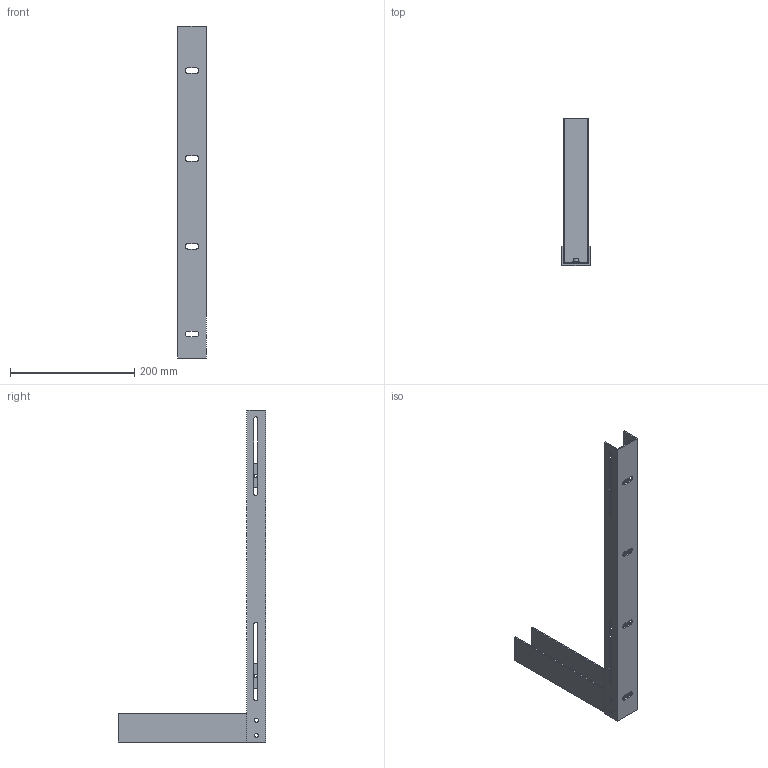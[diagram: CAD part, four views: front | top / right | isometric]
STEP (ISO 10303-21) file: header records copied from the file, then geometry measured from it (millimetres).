
FILE_DESCRIPTION (( 'STEP AP214' ), '1' );
FILE_NAME ('RP00019.STEP', '2019-08-20T20:53:58', ( '' ), ( '' ), 'SwSTEP 2.0', 'SolidWorks 2018', '' );
FILE_SCHEMA (( 'AUTOMOTIVE_DESIGN' ));
Length unit declared in the file: inch
Products named in the file (4): RP00019_3; RP00019; RP00019_1; RP00019_2
Assembly tree (6 placements, depth 2):
  RP00019
    RP00019_1
    RP00019_2
    RP00019_3  x4
Bounding box: 45.72 x 237.08 x 533.4 mm (x, y, z)
Volume: 196853.9 mm3; surface area: 199704.5 mm2
Topology: 6 solids, 6 shells, 172 faces, 444 edges, 296 vertices
Faces by surface type: plane 88, cylinder 84
Entity records: 3927 total; most frequent: DIRECTION 572, CARTESIAN_POINT 546, ORIENTED_EDGE 528, EDGE_CURVE 264, AXIS2_PLACEMENT_3D 202, VERTEX_POINT 176, LINE 168, VECTOR 168
